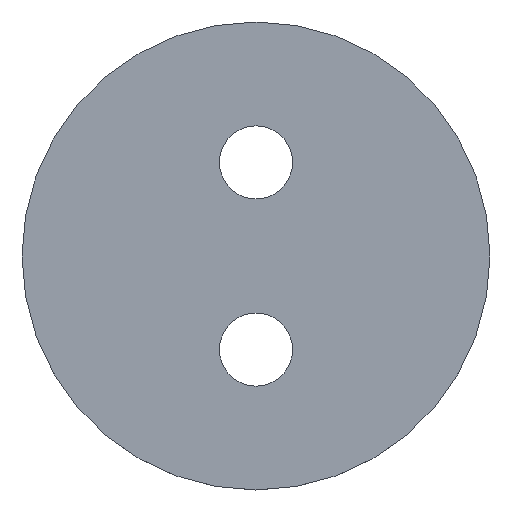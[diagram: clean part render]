
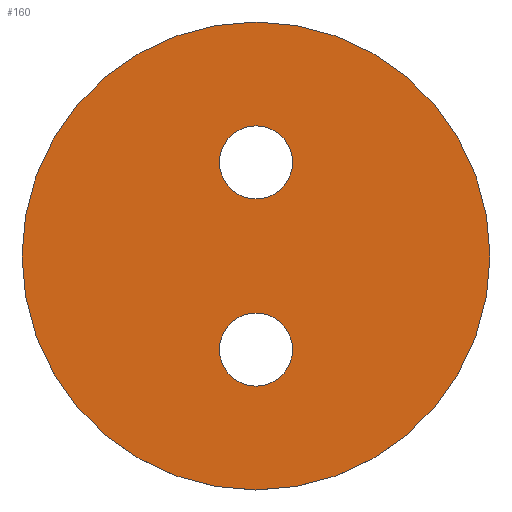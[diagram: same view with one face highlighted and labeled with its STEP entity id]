
A CAD part, top view. The second image highlights one B-rep face of the part: STEP entity #160.
In plain terms, the highlighted planar face has unit normal (0, 0, 1).
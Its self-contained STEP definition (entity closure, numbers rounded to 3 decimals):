
#18=CARTESIAN_POINT('',(0.,0.,0.813));
#19=DIRECTION('',(0.,0.,-1.));
#20=DIRECTION('',(-1.,0.,0.));
#21=AXIS2_PLACEMENT_3D('',#18,#19,#20);
#23=CARTESIAN_POINT('',(0.,0.,0.813));
#24=DIRECTION('',(0.,0.,-1.));
#25=DIRECTION('',(1.,0.,0.));
#26=AXIS2_PLACEMENT_3D('',#23,#24,#25);
#28=CARTESIAN_POINT('',(0.,-5.08,0.813));
#29=DIRECTION('',(0.,0.,1.));
#30=DIRECTION('',(-1.,0.,0.));
#31=AXIS2_PLACEMENT_3D('',#28,#29,#30);
#33=CARTESIAN_POINT('',(0.,-5.08,0.813));
#34=DIRECTION('',(0.,0.,1.));
#35=DIRECTION('',(1.,0.,0.));
#36=AXIS2_PLACEMENT_3D('',#33,#34,#35);
#38=CARTESIAN_POINT('',(0.,5.08,0.813));
#39=DIRECTION('',(0.,0.,1.));
#40=DIRECTION('',(-1.,0.,0.));
#41=AXIS2_PLACEMENT_3D('',#38,#39,#40);
#43=CARTESIAN_POINT('',(0.,5.08,0.813));
#44=DIRECTION('',(0.,0.,1.));
#45=DIRECTION('',(1.,0.,0.));
#46=AXIS2_PLACEMENT_3D('',#43,#44,#45);
#98=CARTESIAN_POINT('',(-12.7,0.,0.813));
#99=CARTESIAN_POINT('',(12.7,0.,0.813));
#100=VERTEX_POINT('',#98);
#101=VERTEX_POINT('',#99);
#106=CARTESIAN_POINT('',(-1.984,-5.08,0.813));
#107=CARTESIAN_POINT('',(1.984,-5.08,0.813));
#108=VERTEX_POINT('',#106);
#109=VERTEX_POINT('',#107);
#110=CARTESIAN_POINT('',(-1.984,5.08,0.813));
#111=CARTESIAN_POINT('',(1.984,5.08,0.813));
#112=VERTEX_POINT('',#110);
#113=VERTEX_POINT('',#111);
#138=CARTESIAN_POINT('',(0.,0.,0.813));
#139=DIRECTION('',(0.,0.,1.));
#140=DIRECTION('',(1.,0.,0.));
#141=AXIS2_PLACEMENT_3D('',#138,#139,#140);
#142=PLANE('',#141);
#143=ORIENTED_EDGE('',*,*,#127,.T.);
#145=ORIENTED_EDGE('',*,*,#144,.T.);
#146=EDGE_LOOP('',(#143,#145));
#147=FACE_OUTER_BOUND('',#146,.F.);
#149=ORIENTED_EDGE('',*,*,#148,.T.);
#151=ORIENTED_EDGE('',*,*,#150,.T.);
#152=EDGE_LOOP('',(#149,#151));
#153=FACE_BOUND('',#152,.F.);
#155=ORIENTED_EDGE('',*,*,#154,.T.);
#157=ORIENTED_EDGE('',*,*,#156,.T.);
#158=EDGE_LOOP('',(#155,#157));
#159=FACE_BOUND('',#158,.F.);
#160=ADVANCED_FACE('',(#147,#153,#159),#142,.T.);
#22=CIRCLE('',#21,12.7);
#27=CIRCLE('',#26,12.7);
#32=CIRCLE('',#31,1.984);
#37=CIRCLE('',#36,1.984);
#42=CIRCLE('',#41,1.984);
#47=CIRCLE('',#46,1.984);
#127=EDGE_CURVE('',#100,#101,#22,.T.);
#144=EDGE_CURVE('',#101,#100,#27,.T.);
#148=EDGE_CURVE('',#108,#109,#32,.T.);
#150=EDGE_CURVE('',#109,#108,#37,.T.);
#154=EDGE_CURVE('',#112,#113,#42,.T.);
#156=EDGE_CURVE('',#113,#112,#47,.T.);
